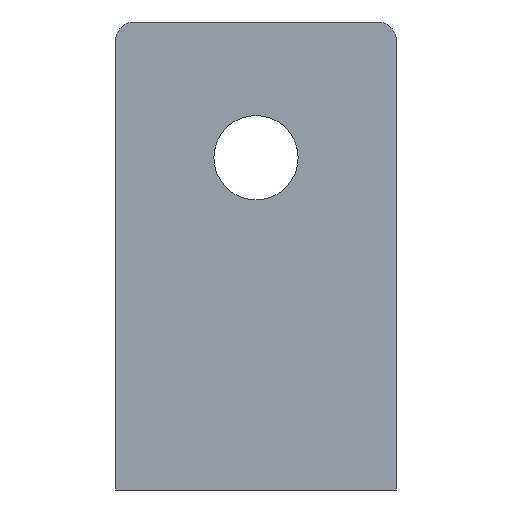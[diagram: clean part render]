
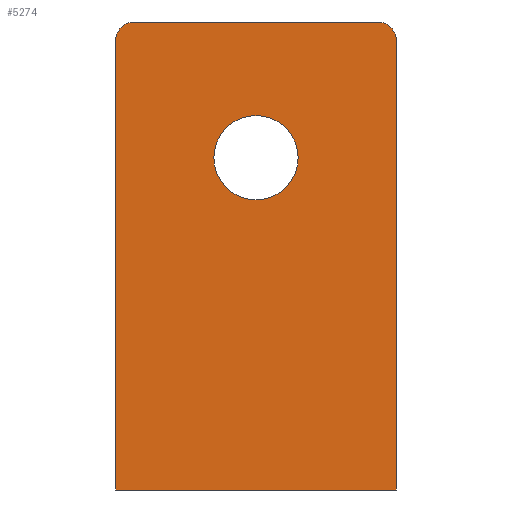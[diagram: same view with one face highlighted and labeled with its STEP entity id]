
A CAD part, left-side view. The second image highlights one B-rep face of the part: STEP entity #5274.
In plain terms, the highlighted planar face has unit normal (-1, 0, 0).
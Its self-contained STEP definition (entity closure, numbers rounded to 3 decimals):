
#109 = LINE ( 'NONE', #6596, #9127 ) ;
#130 = DIRECTION ( 'NONE',  ( 1., 0., 0. ) ) ;
#271 = FACE_OUTER_BOUND ( 'NONE', #8727, .T. ) ;
#351 = EDGE_CURVE ( 'NONE', #3096, #4919, #5759, .T. ) ;
#518 = CARTESIAN_POINT ( 'NONE',  ( -3., 0., 40. ) ) ;
#753 = ORIENTED_EDGE ( 'NONE', *, *, #6887, .F. ) ;
#900 = DIRECTION ( 'NONE',  ( 0., 0., -1. ) ) ;
#1237 = DIRECTION ( 'NONE',  ( 0., 0., -1. ) ) ;
#1295 = CARTESIAN_POINT ( 'NONE',  ( -3., 0., 31. ) ) ;
#1341 = VERTEX_POINT ( 'NONE', #1295 ) ;
#2085 = DIRECTION ( 'NONE',  ( 0., -1., 0. ) ) ;
#2207 = ORIENTED_EDGE ( 'NONE', *, *, #9602, .F. ) ;
#2289 = CIRCLE ( 'NONE', #2358, 4.5 ) ;
#2290 = DIRECTION ( 'NONE',  ( -1., 0., 0. ) ) ;
#2358 = AXIS2_PLACEMENT_3D ( 'NONE', #9929, #130, #900 ) ;
#2445 = ORIENTED_EDGE ( 'NONE', *, *, #6255, .T. ) ;
#3096 = VERTEX_POINT ( 'NONE', #6947 ) ;
#3107 = AXIS2_PLACEMENT_3D ( 'NONE', #7303, #8165, #8197 ) ;
#3815 = LINE ( 'NONE', #7446, #5823 ) ;
#3987 = CARTESIAN_POINT ( 'NONE',  ( -3., 15., 48. ) ) ;
#4073 = FACE_BOUND ( 'NONE', #4786, .T. ) ;
#4109 = ORIENTED_EDGE ( 'NONE', *, *, #6901, .T. ) ;
#4400 = AXIS2_PLACEMENT_3D ( 'NONE', #8763, #2290, #8725 ) ;
#4405 = PLANE ( 'NONE',  #6141 ) ;
#4546 = DIRECTION ( 'NONE',  ( 0., 0., 1. ) ) ;
#4649 = EDGE_CURVE ( 'NONE', #7890, #9442, #5081, .T. ) ;
#4786 = EDGE_LOOP ( 'NONE', ( #4109, #9499 ) ) ;
#4919 = VERTEX_POINT ( 'NONE', #7381 ) ;
#5081 = LINE ( 'NONE', #6990, #5457 ) ;
#5112 = EDGE_CURVE ( 'NONE', #7100, #1341, #2289, .T. ) ;
#5241 = DIRECTION ( 'NONE',  ( 1., 0., 0. ) ) ;
#5274 = ADVANCED_FACE ( 'NONE', ( #4073, #271 ), #4405, .T. ) ;
#5457 = VECTOR ( 'NONE', #2085, 1000. ) ;
#5471 = VERTEX_POINT ( 'NONE', #3987 ) ;
#5492 = DIRECTION ( 'NONE',  ( -1., 0., 0. ) ) ;
#5702 = CIRCLE ( 'NONE', #9713, 4.5 ) ;
#5708 = VERTEX_POINT ( 'NONE', #9603 ) ;
#5759 = LINE ( 'NONE', #7590, #8357 ) ;
#5823 = VECTOR ( 'NONE', #7481, 1000. ) ;
#5941 = DIRECTION ( 'NONE',  ( 0., 1., 0. ) ) ;
#6141 = AXIS2_PLACEMENT_3D ( 'NONE', #9841, #5492, #4546 ) ;
#6255 = EDGE_CURVE ( 'NONE', #3096, #9442, #8910, .T. ) ;
#6256 = ORIENTED_EDGE ( 'NONE', *, *, #4649, .F. ) ;
#6596 = CARTESIAN_POINT ( 'NONE',  ( -3., 15., 0. ) ) ;
#6643 = ORIENTED_EDGE ( 'NONE', *, *, #6848, .T. ) ;
#6833 = CARTESIAN_POINT ( 'NONE',  ( -3., -13., 50. ) ) ;
#6848 = EDGE_CURVE ( 'NONE', #7890, #5471, #7925, .T. ) ;
#6887 = EDGE_CURVE ( 'NONE', #5708, #5471, #3815, .T. ) ;
#6901 = EDGE_CURVE ( 'NONE', #1341, #7100, #5702, .T. ) ;
#6934 = CARTESIAN_POINT ( 'NONE',  ( -3., 0., 35.5 ) ) ;
#6947 = CARTESIAN_POINT ( 'NONE',  ( -3., -15., 48. ) ) ;
#6990 = CARTESIAN_POINT ( 'NONE',  ( -3., -15., 50. ) ) ;
#7100 = VERTEX_POINT ( 'NONE', #518 ) ;
#7303 = CARTESIAN_POINT ( 'NONE',  ( -3., -13., 48. ) ) ;
#7381 = CARTESIAN_POINT ( 'NONE',  ( -3., -15., 0. ) ) ;
#7446 = CARTESIAN_POINT ( 'NONE',  ( -3., 15., 50. ) ) ;
#7481 = DIRECTION ( 'NONE',  ( 0., 0., 1. ) ) ;
#7590 = CARTESIAN_POINT ( 'NONE',  ( -3., -15., 0. ) ) ;
#7670 = DIRECTION ( 'NONE',  ( 0., 0., -1. ) ) ;
#7890 = VERTEX_POINT ( 'NONE', #9209 ) ;
#7925 = CIRCLE ( 'NONE', #4400, 2. ) ;
#8165 = DIRECTION ( 'NONE',  ( -1., 0., 0. ) ) ;
#8197 = DIRECTION ( 'NONE',  ( 0., 0., 1. ) ) ;
#8357 = VECTOR ( 'NONE', #1237, 1000. ) ;
#8725 = DIRECTION ( 'NONE',  ( 0., 0., 1. ) ) ;
#8727 = EDGE_LOOP ( 'NONE', ( #9158, #2445, #6256, #6643, #753, #2207 ) ) ;
#8763 = CARTESIAN_POINT ( 'NONE',  ( -3., 13., 48. ) ) ;
#8910 = CIRCLE ( 'NONE', #3107, 2. ) ;
#9127 = VECTOR ( 'NONE', #5941, 1000. ) ;
#9158 = ORIENTED_EDGE ( 'NONE', *, *, #351, .F. ) ;
#9209 = CARTESIAN_POINT ( 'NONE',  ( -3., 13., 50. ) ) ;
#9442 = VERTEX_POINT ( 'NONE', #6833 ) ;
#9499 = ORIENTED_EDGE ( 'NONE', *, *, #5112, .T. ) ;
#9602 = EDGE_CURVE ( 'NONE', #4919, #5708, #109, .T. ) ;
#9603 = CARTESIAN_POINT ( 'NONE',  ( -3., 15., 0. ) ) ;
#9713 = AXIS2_PLACEMENT_3D ( 'NONE', #6934, #5241, #7670 ) ;
#9841 = CARTESIAN_POINT ( 'NONE',  ( -3., 0., 0. ) ) ;
#9929 = CARTESIAN_POINT ( 'NONE',  ( -3., 0., 35.5 ) ) ;
